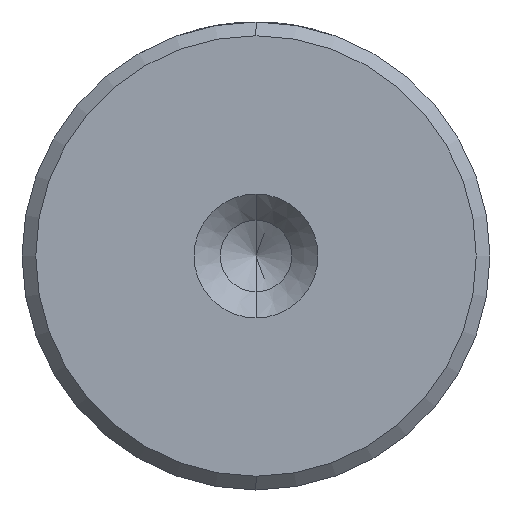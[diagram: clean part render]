
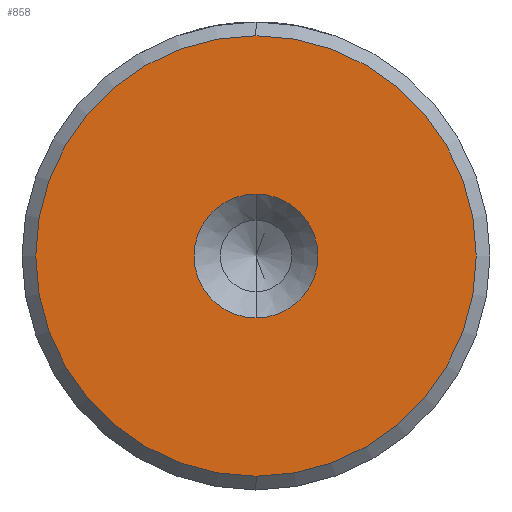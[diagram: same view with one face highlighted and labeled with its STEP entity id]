
A CAD part, left-side view. The second image highlights one B-rep face of the part: STEP entity #858.
In plain terms, the highlighted planar face has unit normal (-1, 0, 0).
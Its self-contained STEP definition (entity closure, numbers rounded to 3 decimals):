
#35 = EDGE_CURVE ( 'NONE', #637, #473, #912, .T. ) ;
#81 = AXIS2_PLACEMENT_3D ( 'NONE', #628, #450, #428 ) ;
#257 = AXIS2_PLACEMENT_3D ( 'NONE', #894, #886, #727 ) ;
#259 = EDGE_LOOP ( 'NONE', ( #2118, #663 ) ) ;
#278 = VERTEX_POINT ( 'NONE', #1273 ) ;
#279 = EDGE_CURVE ( 'NONE', #278, #1805, #1582, .T. ) ;
#294 = DIRECTION ( 'NONE',  ( -1., 0., 0. ) ) ;
#350 = DIRECTION ( 'NONE',  ( 0., 0., 1. ) ) ;
#370 = DIRECTION ( 'NONE',  ( -1., 0., 0. ) ) ;
#377 = CARTESIAN_POINT ( 'NONE',  ( 0., 0., 0. ) ) ;
#428 = DIRECTION ( 'NONE',  ( 0., 0., 1. ) ) ;
#450 = DIRECTION ( 'NONE',  ( -1., 0., 0. ) ) ;
#473 = VERTEX_POINT ( 'NONE', #1794 ) ;
#524 = FACE_BOUND ( 'NONE', #259, .T. ) ;
#540 = EDGE_CURVE ( 'NONE', #1805, #278, #1228, .T. ) ;
#628 = CARTESIAN_POINT ( 'NONE',  ( 0., 0., 0. ) ) ;
#637 = VERTEX_POINT ( 'NONE', #860 ) ;
#663 = ORIENTED_EDGE ( 'NONE', *, *, #1341, .F. ) ;
#727 = DIRECTION ( 'NONE',  ( 0., 0., 1. ) ) ;
#829 = DIRECTION ( 'NONE',  ( 0., 0., 1. ) ) ;
#858 = ADVANCED_FACE ( 'NONE', ( #2094, #524 ), #2140, .T. ) ;
#860 = CARTESIAN_POINT ( 'NONE',  ( 0., 0., 2.25 ) ) ;
#886 = DIRECTION ( 'NONE',  ( -1., 0., 0. ) ) ;
#894 = CARTESIAN_POINT ( 'NONE',  ( 0., 0., 0. ) ) ;
#912 = CIRCLE ( 'NONE', #1483, 2.25 ) ;
#982 = CIRCLE ( 'NONE', #1237, 2.25 ) ;
#1228 = CIRCLE ( 'NONE', #81, 8. ) ;
#1237 = AXIS2_PLACEMENT_3D ( 'NONE', #1421, #294, #1611 ) ;
#1273 = CARTESIAN_POINT ( 'NONE',  ( 0., 0., -8. ) ) ;
#1297 = AXIS2_PLACEMENT_3D ( 'NONE', #1386, #1962, #829 ) ;
#1317 = EDGE_LOOP ( 'NONE', ( #2101, #2374 ) ) ;
#1341 = EDGE_CURVE ( 'NONE', #473, #637, #982, .T. ) ;
#1386 = CARTESIAN_POINT ( 'NONE',  ( 0., 0., 0. ) ) ;
#1421 = CARTESIAN_POINT ( 'NONE',  ( 0., 0., 0. ) ) ;
#1483 = AXIS2_PLACEMENT_3D ( 'NONE', #377, #370, #350 ) ;
#1582 = CIRCLE ( 'NONE', #257, 8. ) ;
#1611 = DIRECTION ( 'NONE',  ( 0., 0., 1. ) ) ;
#1748 = CARTESIAN_POINT ( 'NONE',  ( 0., 0., 8. ) ) ;
#1794 = CARTESIAN_POINT ( 'NONE',  ( 0., 0., -2.25 ) ) ;
#1805 = VERTEX_POINT ( 'NONE', #1748 ) ;
#1962 = DIRECTION ( 'NONE',  ( -1., 0., 0. ) ) ;
#2094 = FACE_OUTER_BOUND ( 'NONE', #1317, .T. ) ;
#2101 = ORIENTED_EDGE ( 'NONE', *, *, #279, .T. ) ;
#2118 = ORIENTED_EDGE ( 'NONE', *, *, #35, .F. ) ;
#2140 = PLANE ( 'NONE',  #1297 ) ;
#2374 = ORIENTED_EDGE ( 'NONE', *, *, #540, .T. ) ;
